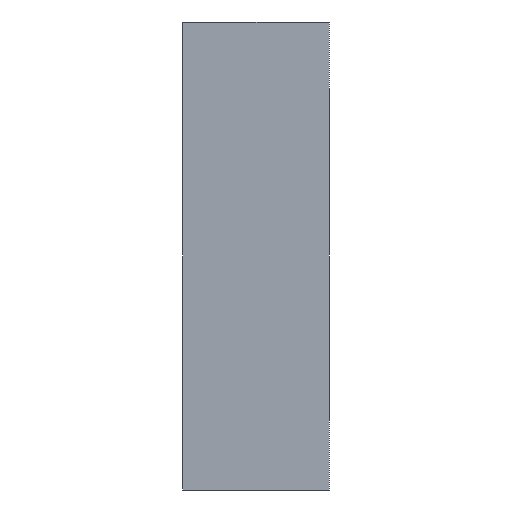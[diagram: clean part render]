
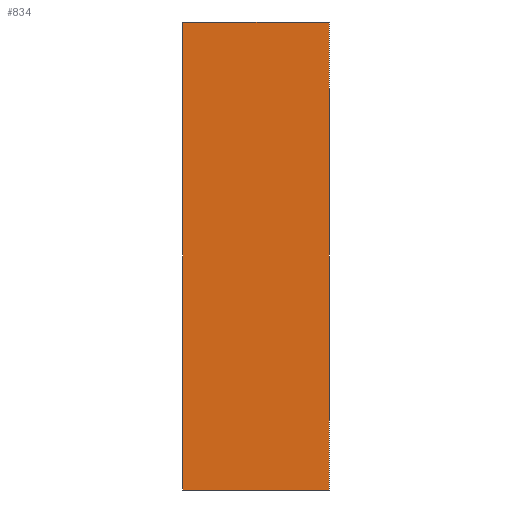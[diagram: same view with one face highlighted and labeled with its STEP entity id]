
A CAD part, left-side view. The second image highlights one B-rep face of the part: STEP entity #834.
In plain terms, the highlighted planar face has unit normal (-1, 0, 0).
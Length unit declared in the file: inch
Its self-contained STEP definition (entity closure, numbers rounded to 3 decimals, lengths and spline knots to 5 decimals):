
#29 = VERTEX_POINT ( 'NONE', #507 ) ;
#33 = EDGE_CURVE ( 'NONE', #77, #683, #496, .T. ) ;
#67 = CARTESIAN_POINT ( 'NONE',  ( 0., 0.3125, 0. ) ) ;
#77 = VERTEX_POINT ( 'NONE', #933 ) ;
#120 = CARTESIAN_POINT ( 'NONE',  ( 0., 0.3125, -1. ) ) ;
#239 = PLANE ( 'NONE',  #932 ) ;
#316 = FACE_OUTER_BOUND ( 'NONE', #417, .T. ) ;
#415 = DIRECTION ( 'NONE',  ( 0., -1., 0. ) ) ;
#417 = EDGE_LOOP ( 'NONE', ( #900, #801, #908, #691 ) ) ;
#434 = DIRECTION ( 'NONE',  ( 0., 0., 1. ) ) ;
#441 = DIRECTION ( 'NONE',  ( 1., 0., 0. ) ) ;
#458 = CARTESIAN_POINT ( 'NONE',  ( 0., 0.3125, 0. ) ) ;
#461 = DIRECTION ( 'NONE',  ( 0., 0., -1. ) ) ;
#489 = LINE ( 'NONE', #120, #853 ) ;
#496 = LINE ( 'NONE', #500, #793 ) ;
#500 = CARTESIAN_POINT ( 'NONE',  ( 0., 0.3125, 0. ) ) ;
#507 = CARTESIAN_POINT ( 'NONE',  ( 0., 0., 0. ) ) ;
#513 = EDGE_CURVE ( 'NONE', #77, #543, #489, .T. ) ;
#528 = EDGE_CURVE ( 'NONE', #683, #29, #667, .T. ) ;
#543 = VERTEX_POINT ( 'NONE', #888 ) ;
#579 = CARTESIAN_POINT ( 'NONE',  ( 0., 0., 0. ) ) ;
#631 = DIRECTION ( 'NONE',  ( 0., 0., 1. ) ) ;
#667 = LINE ( 'NONE', #458, #830 ) ;
#683 = VERTEX_POINT ( 'NONE', #67 ) ;
#691 = ORIENTED_EDGE ( 'NONE', *, *, #513, .T. ) ;
#694 = EDGE_CURVE ( 'NONE', #543, #29, #731, .T. ) ;
#731 = LINE ( 'NONE', #579, #873 ) ;
#793 = VECTOR ( 'NONE', #631, 39.37008 ) ;
#801 = ORIENTED_EDGE ( 'NONE', *, *, #528, .F. ) ;
#820 = DIRECTION ( 'NONE',  ( 0., -1., 0. ) ) ;
#830 = VECTOR ( 'NONE', #820, 39.37008 ) ;
#834 = ADVANCED_FACE ( 'NONE', ( #316 ), #239, .F. ) ;
#853 = VECTOR ( 'NONE', #415, 39.37008 ) ;
#873 = VECTOR ( 'NONE', #434, 39.37008 ) ;
#888 = CARTESIAN_POINT ( 'NONE',  ( 0., 0., -1. ) ) ;
#896 = CARTESIAN_POINT ( 'NONE',  ( 0., 0.3125, 0. ) ) ;
#900 = ORIENTED_EDGE ( 'NONE', *, *, #694, .T. ) ;
#908 = ORIENTED_EDGE ( 'NONE', *, *, #33, .F. ) ;
#932 = AXIS2_PLACEMENT_3D ( 'NONE', #896, #441, #461 ) ;
#933 = CARTESIAN_POINT ( 'NONE',  ( 0., 0.3125, -1. ) ) ;
